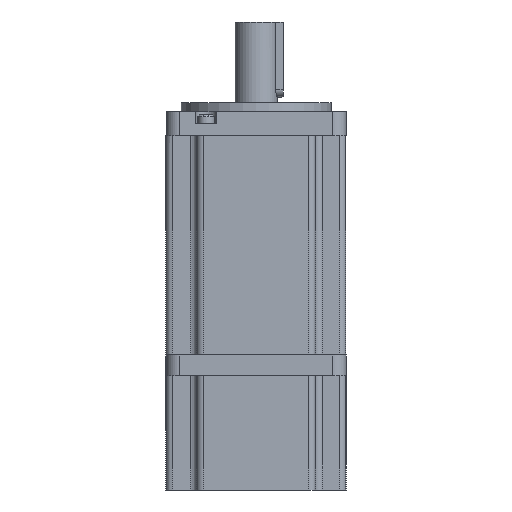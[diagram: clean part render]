
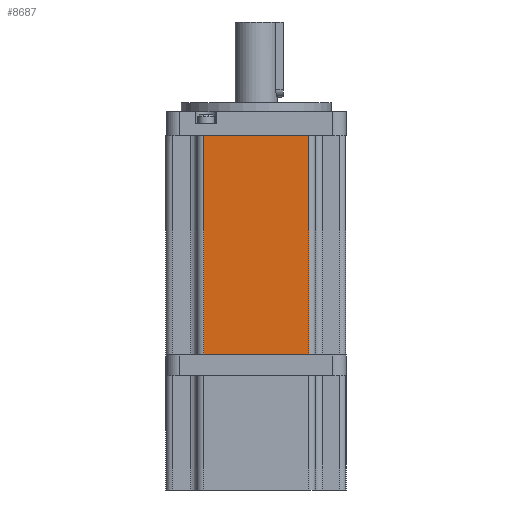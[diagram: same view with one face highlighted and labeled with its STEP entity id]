
A CAD part, front view. The second image highlights one B-rep face of the part: STEP entity #8687.
In plain terms, the highlighted planar face has unit normal (0, -1, 0).
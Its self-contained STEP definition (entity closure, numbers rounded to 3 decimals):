
#8 = CARTESIAN_POINT ( 'NONE',  ( -17.499, -29.9, -73. ) ) ;
#618 = AXIS2_PLACEMENT_3D ( 'NONE', #6729, #6702, #7305 ) ;
#716 = DIRECTION ( 'NONE',  ( 0., 0., 1. ) ) ;
#892 = CARTESIAN_POINT ( 'NONE',  ( 17.499, -29.9, 0. ) ) ;
#1511 = VECTOR ( 'NONE', #3138, 1000. ) ;
#1610 = ORIENTED_EDGE ( 'NONE', *, *, #7446, .T. ) ;
#1791 = PLANE ( 'NONE',  #618 ) ;
#2548 = DIRECTION ( 'NONE',  ( 0., 0., 1. ) ) ;
#2583 = CARTESIAN_POINT ( 'NONE',  ( 17.499, -29.9, -73. ) ) ;
#2720 = FACE_OUTER_BOUND ( 'NONE', #8648, .T. ) ;
#2857 = LINE ( 'NONE', #6005, #3059 ) ;
#3059 = VECTOR ( 'NONE', #2548, 1000. ) ;
#3070 = CARTESIAN_POINT ( 'NONE',  ( 17.499, -29.9, -73. ) ) ;
#3125 = DIRECTION ( 'NONE',  ( -1., 0., 0. ) ) ;
#3138 = DIRECTION ( 'NONE',  ( -1., 0., 0. ) ) ;
#3539 = CARTESIAN_POINT ( 'NONE',  ( -17.499, -29.9, 0. ) ) ;
#3754 = LINE ( 'NONE', #8, #4422 ) ;
#3914 = ORIENTED_EDGE ( 'NONE', *, *, #5825, .T. ) ;
#4020 = VECTOR ( 'NONE', #3125, 1000. ) ;
#4422 = VECTOR ( 'NONE', #716, 1000. ) ;
#4647 = EDGE_CURVE ( 'NONE', #5270, #8703, #5876, .T. ) ;
#5019 = VERTEX_POINT ( 'NONE', #3539 ) ;
#5094 = ORIENTED_EDGE ( 'NONE', *, *, #4647, .F. ) ;
#5270 = VERTEX_POINT ( 'NONE', #2583 ) ;
#5620 = LINE ( 'NONE', #5787, #1511 ) ;
#5787 = CARTESIAN_POINT ( 'NONE',  ( 17.499, -29.9, 0. ) ) ;
#5825 = EDGE_CURVE ( 'NONE', #5270, #6911, #2857, .T. ) ;
#5876 = LINE ( 'NONE', #3070, #4020 ) ;
#6005 = CARTESIAN_POINT ( 'NONE',  ( 17.499, -29.9, -73. ) ) ;
#6702 = DIRECTION ( 'NONE',  ( 0., 1., 0. ) ) ;
#6729 = CARTESIAN_POINT ( 'NONE',  ( 17.499, -29.9, -73. ) ) ;
#6805 = EDGE_CURVE ( 'NONE', #8703, #5019, #3754, .T. ) ;
#6911 = VERTEX_POINT ( 'NONE', #892 ) ;
#7305 = DIRECTION ( 'NONE',  ( 0., 0., 1. ) ) ;
#7446 = EDGE_CURVE ( 'NONE', #6911, #5019, #5620, .T. ) ;
#7639 = ORIENTED_EDGE ( 'NONE', *, *, #6805, .F. ) ;
#8043 = CARTESIAN_POINT ( 'NONE',  ( -17.499, -29.9, -73. ) ) ;
#8648 = EDGE_LOOP ( 'NONE', ( #1610, #7639, #5094, #3914 ) ) ;
#8687 = ADVANCED_FACE ( 'NONE', ( #2720 ), #1791, .F. ) ;
#8703 = VERTEX_POINT ( 'NONE', #8043 ) ;
